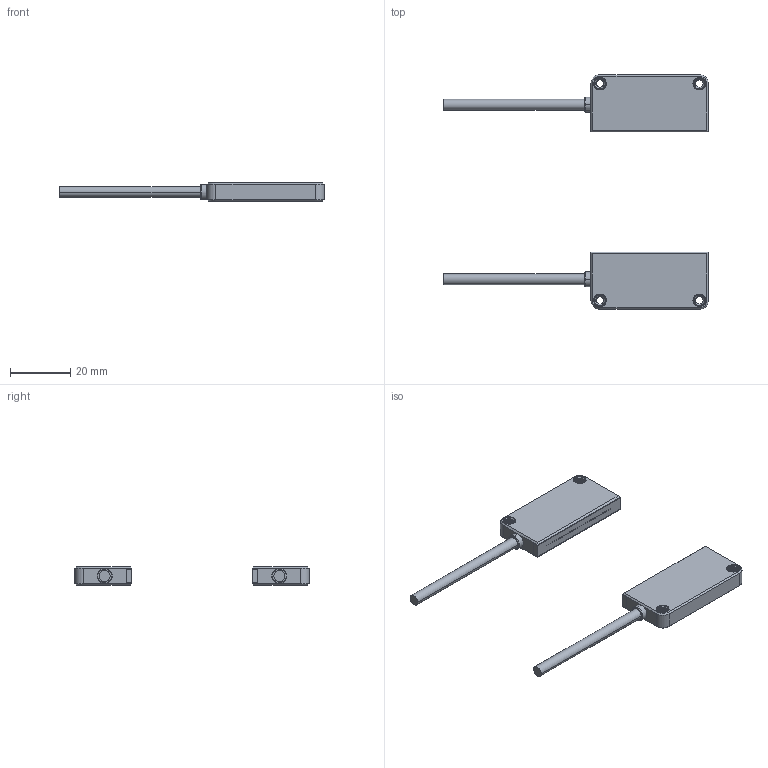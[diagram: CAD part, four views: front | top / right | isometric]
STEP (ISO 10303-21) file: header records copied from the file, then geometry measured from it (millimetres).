
FILE_DESCRIPTION((''),'2;1');
FILE_NAME('PT30QL_ASM','2021-04-26T10:53:56',('Administrator'),(''),'CREO PARAMETRIC BY PTC INC, 2018400','CREO PARAMETRIC BY PTC INC, 2018400','');
FILE_SCHEMA(('CONFIG_CONTROL_DESIGN'));
Length unit declared in the file: millimetre
Products named in the file (6): PRT0001__; PRT0002_; M3_TLM__; XIAN; ASM0001_ASM; PT30QL_ASM
Assembly tree (7 placements, depth 3):
  PT30QL_ASM
    ASM0001_ASM  x2
      PRT0001__
      PRT0002_
      M3_TLM__
      XIAN
Bounding box: 87.9 x 78 x 6 mm (x, y, z)
Volume: 4675.4 mm3; surface area: 10273.9 mm2
Topology: 10 solids, 10 shells, 1374 faces, 3964 edges, 2620 vertices
Faces by surface type: cylinder 736, plane 574, bspline 36, cone 24, torus 4
Entity records: 18039 total; most frequent: CARTESIAN_POINT 6795, DIRECTION 2367, ORIENTED_EDGE 2330, EDGE_CURVE 1165, AXIS2_PLACEMENT_3D 843, VERTEX_POINT 768, VECTOR 681, LINE 681
